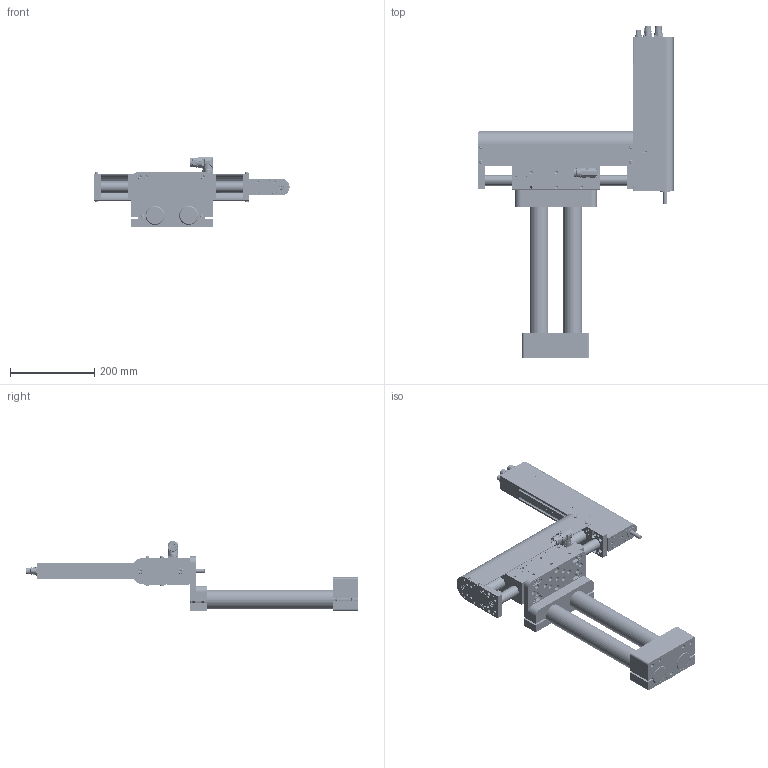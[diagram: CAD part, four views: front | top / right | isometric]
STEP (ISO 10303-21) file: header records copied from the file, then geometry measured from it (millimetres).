
FILE_DESCRIPTION (( 'STEP AP214' ), '1' );
FILE_NAME ('0386-0055_250930_PP05_125-48x150G_70-40x51-MS00-TS03-PS10.STEP', '2025-09-30T14:03:42', ( '' ), ( '' ), 'SwSTEP 2.0', 'SolidWorks 2025', '' );
FILE_SCHEMA (( 'AUTOMOTIVE_DESIGN' ));
Length unit declared in the file: millimetre
Products named in the file (28): 0180-1298_DM01k-48; 0386-0055_250930_PP05_125-48x150G_70-40x51-MS00-TS03-PS10; Gehäuse_PR02-40x51-R_23x80F-HP-R-70_MSxx_TS03; 0150-4057_Z01-SA-45x2; 0150-4383_Hammermutter_N6_M4; 0230-0041_zyl.-schr._i-6kt_M4x16_8.8_v-b; 0230-0785_Zyl.-Stift_6x14_INOX; 0180-1524_Z01-SL-45x...; DL01k-25-15.6x...-M18x1.5_DL01k-25-15,6x342-M18x1.5; 0150-4056_Z01-SB-45x2; 0160-5561_PP05_SchrP_DM01-48_PR02-38!-40; 0150-6832_PP03_MT03_D01-48-150; 0230-0662_Zyl.-Schr._I-6kt_M8x30_8.8_v-b; 0230-0441_Zyl.-Stift_4x12_STAHL-GH; 0230-0488_Zyl.-Schr._I-6kt_M8x25_8.8_v-b; DL01h-48x150G-HP-C-125_CS01_Läufer_beweglich_125; 0180-1300_D01k-48x...-AD_D01k-48x367-AD; 0230-0038_Zyl.-Schr._I-6kt_M8x35_8.8_v-b; 0180-1842_DM01k-48-H; 0186-1105_DM01-48x150G-HP-C-125_CS01_Mitte; 0230-0365_Lins.-Schr_I-6rd_M4x8_8.8_v-b; 0230-0653_Zyl.-Schr._I-6kt_n-K_M10x25_8.8_v-b; 0180-1478_Z01-SA-45x2; RS02k-DA295x10_RS01k-DA295; 0186-2258_PR02-40x51-R_23x80F-HP-R-70_MSxx_TS03_PS10; 0186-1536_PL01-28x350!300-HP-SF_PL01-28x350!300-HP-SF; DM01h-PS01-48x150G-HP-C-CS01
Assembly tree (58 placements, depth 4):
  0386-0055_250930_PP05_125-48x150G_70-40x51-MS00-TS03-PS10
    0150-6832_PP03_MT03_D01-48-150
      0150-4056_Z01-SB-45x2
        0150-4056_Z01-SB-45x2
        0230-0038_Zyl.-Schr._I-6kt_M8x35_8.8_v-b  x4
      0180-1524_Z01-SL-45x...  x2
      0150-4057_Z01-SA-45x2
        0180-1478_Z01-SA-45x2
        0230-0662_Zyl.-Schr._I-6kt_M8x30_8.8_v-b  x4
      0230-0785_Zyl.-Stift_6x14_INOX  x2
      0230-0488_Zyl.-Schr._I-6kt_M8x25_8.8_v-b  x5
    0186-1105_DM01-48x150G-HP-C-125_CS01_Mitte
      DM01h-PS01-48x150G-HP-C-CS01
      DL01h-48x150G-HP-C-125_CS01_Läufer_beweglich_125
        0186-1536_PL01-28x350!300-HP-SF_PL01-28x350!300-HP-SF
        0230-0365_Lins.-Schr_I-6rd_M4x8_8.8_v-b  x8
        0180-1300_D01k-48x...-AD_D01k-48x367-AD
        0230-0488_Zyl.-Schr._I-6kt_M8x25_8.8_v-b  x4
        0230-0653_Zyl.-Schr._I-6kt_n-K_M10x25_8.8_v-b
        DL01k-25-15.6x...-M18x1.5_DL01k-25-15,6x342-M18x1.5  x2
        0180-1298_DM01k-48
        0180-1842_DM01k-48-H
    0160-5561_PP05_SchrP_DM01-48_PR02-38!-40
      0230-0041_zyl.-schr._i-6kt_M4x16_8.8_v-b  x4
      0150-4383_Hammermutter_N6_M4  x4
      0230-0441_Zyl.-Stift_4x12_STAHL-GH  x2
    0186-2258_PR02-40x51-R_23x80F-HP-R-70_MSxx_TS03_PS10
      Gehäuse_PR02-40x51-R_23x80F-HP-R-70_MSxx_TS03
      RS02k-DA295x10_RS01k-DA295
Bounding box: 464 x 789.2 x 166.62 mm (x, y, z)
Volume: 5785518.1 mm3; surface area: 1000324.3 mm2
Topology: 78 solids, 136 shells, 6650 faces, 16082 edges, 9915 vertices
Faces by surface type: plane 2332, cylinder 2160, cone 1561, bspline 526, torus 71
Full cylindrical faces by diameter (mm): 0.8 x8, 1 x18, 1.15 x10, 1.2 x11, 1.5 x5, 1.8 x5, 2 x16, 2.05 x4, 2.5 x54, 2.501 x40, 2.6 x4, 2.7 x12, 2.8 x5, 2.9 x4, 3 x12, 3.1 x6, 3.2 x4, 3.3 x38, 3.4 x3, 4 x94, 4.2 x9, 4.5 x12, 4.8 x8, 5 x42, 5.5 x7, 6 x77, 6.6 x29, 6.8 x22, 7 x8, 7.5 x4
Entity records: 198424 total; most frequent: CARTESIAN_POINT 75271, ORIENTED_EDGE 19704, DIRECTION 19379, EDGE_CURVE 9852, AXIS2_PLACEMENT_3D 7469, VERTEX_POINT 6987, EDGE_LOOP 6517, FACE_OUTER_BOUND 5306
